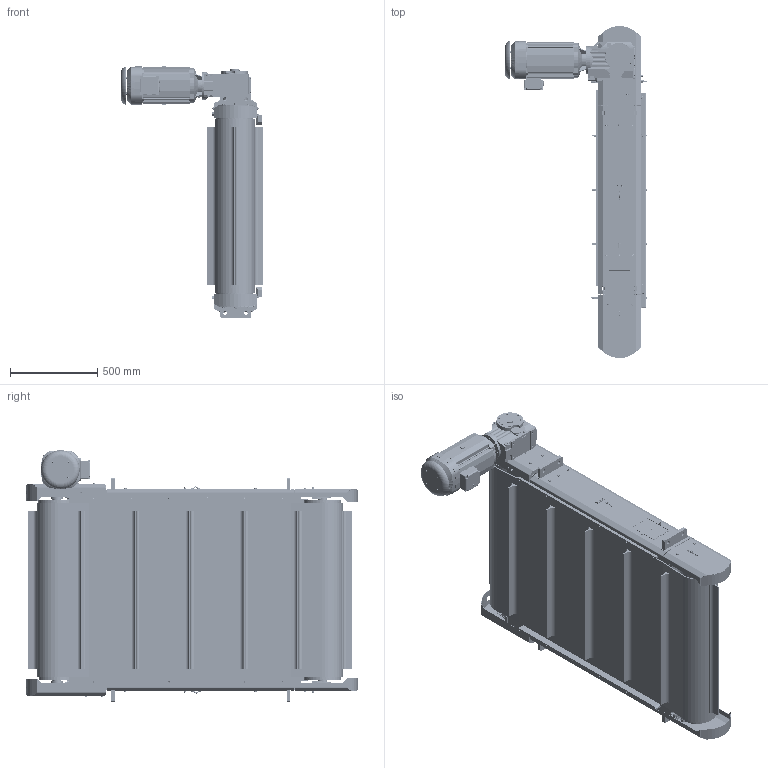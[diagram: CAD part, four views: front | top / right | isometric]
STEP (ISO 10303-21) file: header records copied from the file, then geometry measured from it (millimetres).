
FILE_DESCRIPTION(/* description */ (''),/* implementation_level */ '2;1');
FILE_NAME(/* name */ 'RONC100351.stp',/* time_stamp */ '2023-04-21T07:25:58+02:00',/* author */ ('PH'),/* organization */ (''),/* preprocessor_version */ 'ST-DEVELOPER v18.1',/* originating_system */ 'Autodesk Inventor 2021',/* authorisation */ '');
FILE_SCHEMA (('AUTOMOTIVE_DESIGN { 1 0 10303 214 3 1 1 }'));
Products named in the file (1): RONC100351_Obal_1
Bounding box: 817.81 x 1897.3 x 1438.1 mm (x, y, z)
Volume: 95711042.7 mm3; surface area: 24293198.4 mm2
Topology: 25 solids, 25 shells, 6708 faces, 17433 edges, 11127 vertices
Faces by surface type: plane 4021, cylinder 1665, cone 594, bspline 280, torus 130, sphere 18
Full cylindrical faces by diameter (mm): 4 x4, 5 x2, 5.459 x4, 6 x73, 6.4 x4, 6.5 x10, 6.6 x12, 6.647 x5, 6.917 x4, 7 x32, 7.318 x2, 7.323 x13, 7.782 x2, 8 x65, 8.4 x24, 8.5 x4, 8.566 x4, 8.7 x4, 9 x19, 9.188 x8, 9.59 x4, 9.6 x4, 9.728 x2, 10 x39, 10.5 x6, 11 x17, 11.053 x1, 11.4 x13, 12 x25, 12.5 x4
Entity records: 219838 total; most frequent: CARTESIAN_POINT 49784, ORIENTED_EDGE 34684, DIRECTION 33102, EDGE_CURVE 17342, AXIS2_PLACEMENT_3D 11222, VERTEX_POINT 11139, LINE 10658, VECTOR 10658
